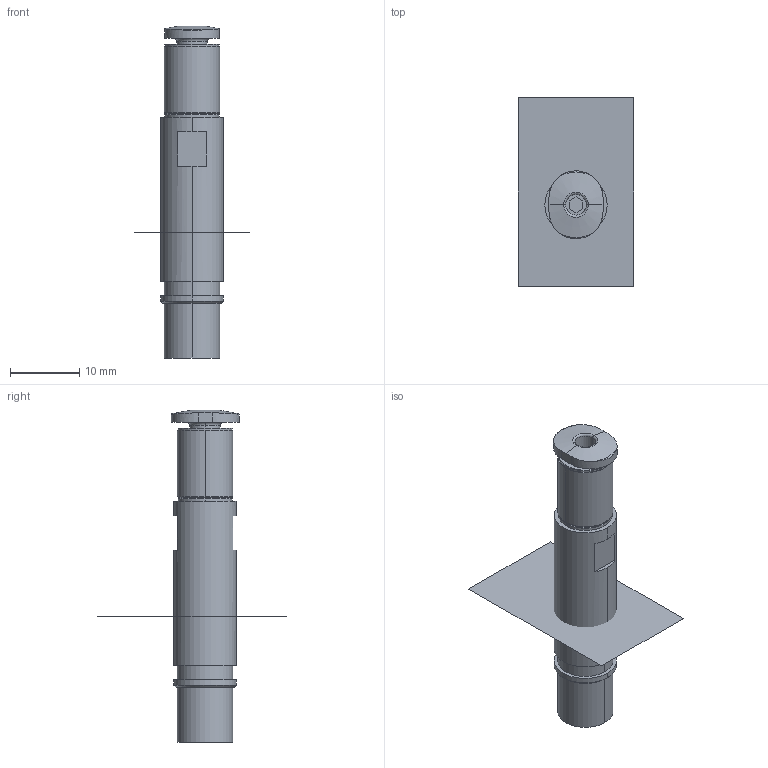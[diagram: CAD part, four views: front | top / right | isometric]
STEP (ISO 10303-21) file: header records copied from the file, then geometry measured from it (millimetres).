
FILE_DESCRIPTION((''),'2;1');
FILE_NAME('3MM_1_1_1_1_1','2019-05-07T',('sy.ji'),(''),'PRO/ENGINEER BY PARAMETRIC TECHNOLOGY CORPORATION, 2014310','PRO/ENGINEER BY PARAMETRIC TECHNOLOGY CORPORATION, 2014310','');
FILE_SCHEMA(('CONFIG_CONTROL_DESIGN'));
Length unit declared in the file: millimetre
Products named in the file (1): 3MM_1_1_1_1_1
Bounding box: 16.7 x 27.16 x 47.95 mm (x, y, z)
Volume: 1788.1 mm3; surface area: 2894 mm2
Topology: 1 solids, 4 shells, 110 faces, 240 edges, 150 vertices
Faces by surface type: cylinder 44, plane 34, cone 20, torus 12
Entity records: 3961 total; most frequent: CARTESIAN_POINT 606, DIRECTION 574, ORIENTED_EDGE 476, EDGE_CURVE 240, AXIS2_PLACEMENT_3D 237, VERTEX_POINT 150, EDGE_LOOP 129, CIRCLE 126
